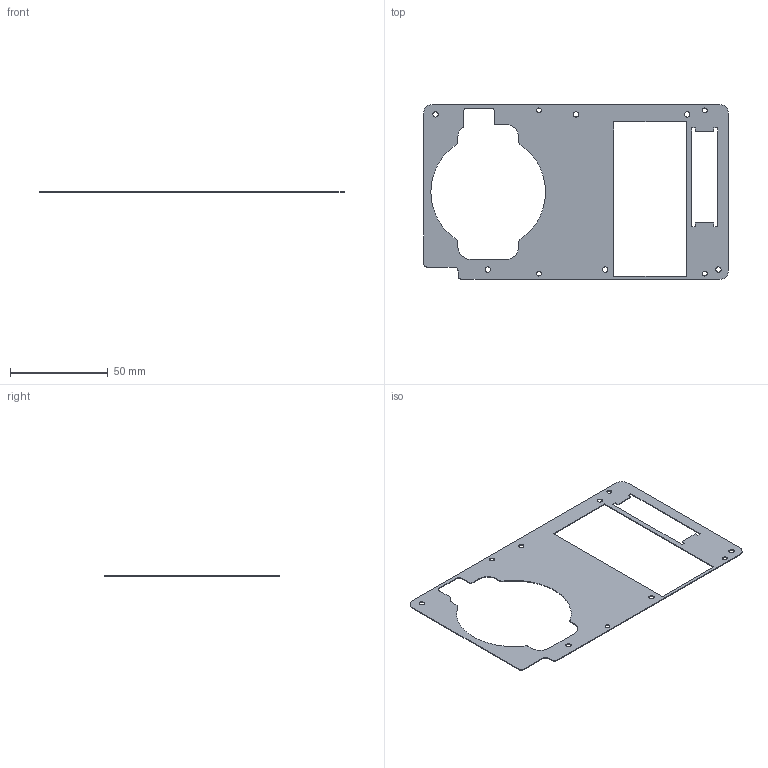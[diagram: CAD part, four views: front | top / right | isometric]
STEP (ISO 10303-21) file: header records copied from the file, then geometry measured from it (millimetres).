
FILE_DESCRIPTION(('Open CASCADE Model'),'2;1');
FILE_NAME('Open CASCADE Shape Model','2017-10-06T15:30:09',('Author'),( 'Open CASCADE'),'Open CASCADE STEP processor 6.8','Open CASCADE 6.8' ,'Unknown');
FILE_SCHEMA(('AUTOMOTIVE_DESIGN { 1 0 10303 214 1 1 1 1 }'));
Length unit declared in the file: millimetre
Products named in the file (2): PCB; Board
Assembly tree (1 placements, depth 2):
  PCB
    Board
Bounding box: 156.32 x 89.64 x 0.41 mm (x, y, z)
Volume: 2888.9 mm3; surface area: 14518.4 mm2
Topology: 1 solids, 1 shells, 219 faces, 651 edges, 434 vertices
Faces by surface type: plane 203, cylinder 16
Full cylindrical faces by diameter (mm): 2.5 x4, 2.7 x6
Entity records: 7308 total; most frequent: CARTESIAN_POINT 1306, ORIENTED_EDGE 1302, DIRECTION 1125, EDGE_CURVE 651, LINE 619, VECTOR 619, VERTEX_POINT 434, AXIS2_PLACEMENT_3D 253
